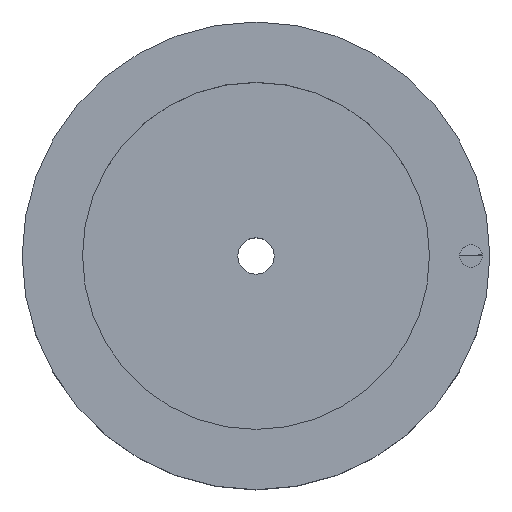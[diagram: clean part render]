
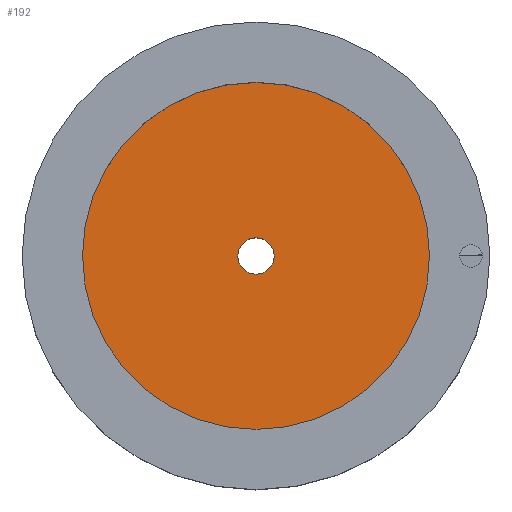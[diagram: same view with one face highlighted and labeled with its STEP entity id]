
A CAD part, top view. The second image highlights one B-rep face of the part: STEP entity #192.
In plain terms, the highlighted planar face has unit normal (0, 0, 1).
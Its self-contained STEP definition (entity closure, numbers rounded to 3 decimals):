
#16=FACE_BOUND('',#45,.T.);
#21=PLANE('',#226);
#30=FACE_OUTER_BOUND('',#44,.T.);
#44=EDGE_LOOP('',(#149));
#45=EDGE_LOOP('',(#150));
#81=CIRCLE('',#222,1.2);
#84=CIRCLE('',#227,11.5);
#96=VERTEX_POINT('',#363);
#99=VERTEX_POINT('',#372);
#114=EDGE_CURVE('',#96,#96,#81,.T.);
#118=EDGE_CURVE('',#99,#99,#84,.T.);
#149=ORIENTED_EDGE('',*,*,#118,.F.);
#150=ORIENTED_EDGE('',*,*,#114,.T.);
#192=ADVANCED_FACE('',(#30,#16),#21,.T.);
#222=AXIS2_PLACEMENT_3D('',#364,#260,#261);
#226=AXIS2_PLACEMENT_3D('',#371,#269,#270);
#227=AXIS2_PLACEMENT_3D('',#373,#271,#272);
#260=DIRECTION('center_axis',(0.,0.,-1.));
#261=DIRECTION('ref_axis',(-1.,0.,0.));
#269=DIRECTION('center_axis',(0.,0.,1.));
#270=DIRECTION('ref_axis',(1.,0.,0.));
#271=DIRECTION('center_axis',(0.,0.,-1.));
#272=DIRECTION('ref_axis',(1.,0.,0.));
#363=CARTESIAN_POINT('',(1.2,0.,4.));
#364=CARTESIAN_POINT('Origin',(0.,0.,4.));
#371=CARTESIAN_POINT('Origin',(0.,11.5,4.));
#372=CARTESIAN_POINT('',(0.,-11.5,4.));
#373=CARTESIAN_POINT('Origin',(0.,0.,4.));
